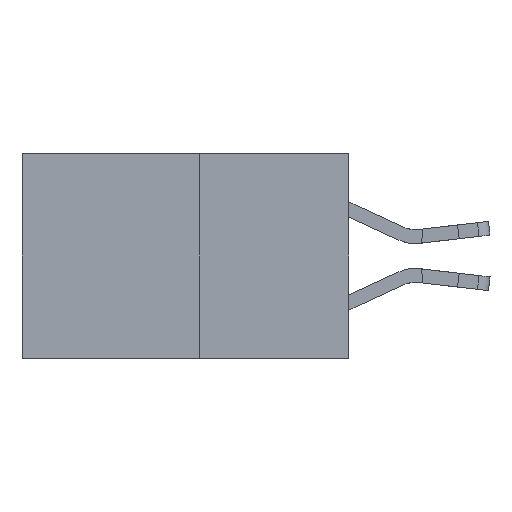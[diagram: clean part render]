
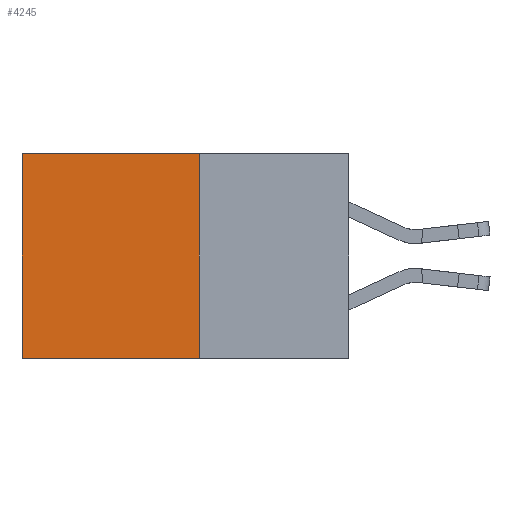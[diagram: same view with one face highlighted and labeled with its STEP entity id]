
A CAD part, left-side view. The second image highlights one B-rep face of the part: STEP entity #4245.
In plain terms, the highlighted planar face has unit normal (-1, 0, 0).
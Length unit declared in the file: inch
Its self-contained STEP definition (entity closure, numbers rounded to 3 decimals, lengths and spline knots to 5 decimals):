
#418 = CARTESIAN_POINT ( 'NONE',  ( 0.277, 0.27, 0. ) ) ;
#491 = CARTESIAN_POINT ( 'NONE',  ( 0.277, 0.59, -0.37 ) ) ;
#588 = EDGE_LOOP ( 'NONE', ( #2851, #16167, #14787, #8941 ) ) ;
#607 = FACE_OUTER_BOUND ( 'NONE', #588, .T. ) ;
#1446 = LINE ( 'NONE', #10855, #5319 ) ;
#1550 = VERTEX_POINT ( 'NONE', #14493 ) ;
#1949 = DIRECTION ( 'NONE',  ( 0., 1., 0. ) ) ;
#2851 = ORIENTED_EDGE ( 'NONE', *, *, #15742, .T. ) ;
#3331 = CARTESIAN_POINT ( 'NONE',  ( 0.277, 0.59, 0. ) ) ;
#3995 = VECTOR ( 'NONE', #17247, 39.37008 ) ;
#4245 = ADVANCED_FACE ( 'NONE', ( #607 ), #13147, .F. ) ;
#4893 = VERTEX_POINT ( 'NONE', #3331 ) ;
#5319 = VECTOR ( 'NONE', #10817, 39.37008 ) ;
#5521 = EDGE_CURVE ( 'NONE', #11338, #4893, #1446, .T. ) ;
#6347 = EDGE_CURVE ( 'NONE', #11338, #12950, #6560, .T. ) ;
#6560 = LINE ( 'NONE', #17561, #16673 ) ;
#8941 = ORIENTED_EDGE ( 'NONE', *, *, #5521, .T. ) ;
#10817 = DIRECTION ( 'NONE',  ( 0., 1., 0. ) ) ;
#10855 = CARTESIAN_POINT ( 'NONE',  ( 0.277, 0.27, 0. ) ) ;
#11338 = VERTEX_POINT ( 'NONE', #418 ) ;
#11509 = LINE ( 'NONE', #17191, #15003 ) ;
#11948 = LINE ( 'NONE', #491, #3995 ) ;
#12415 = DIRECTION ( 'NONE',  ( 0., 0., -1. ) ) ;
#12950 = VERTEX_POINT ( 'NONE', #15682 ) ;
#13107 = DIRECTION ( 'NONE',  ( 1., 0., 0. ) ) ;
#13147 = PLANE ( 'NONE',  #17491 ) ;
#14493 = CARTESIAN_POINT ( 'NONE',  ( 0.277, 0.59, -0.37 ) ) ;
#14787 = ORIENTED_EDGE ( 'NONE', *, *, #6347, .F. ) ;
#14902 = CARTESIAN_POINT ( 'NONE',  ( 0.277, 0.27, -0.37 ) ) ;
#15003 = VECTOR ( 'NONE', #1949, 39.37008 ) ;
#15682 = CARTESIAN_POINT ( 'NONE',  ( 0.277, 0.27, -0.37 ) ) ;
#15725 = EDGE_CURVE ( 'NONE', #12950, #1550, #11509, .T. ) ;
#15742 = EDGE_CURVE ( 'NONE', #4893, #1550, #11948, .T. ) ;
#16167 = ORIENTED_EDGE ( 'NONE', *, *, #15725, .F. ) ;
#16673 = VECTOR ( 'NONE', #17436, 39.37008 ) ;
#17191 = CARTESIAN_POINT ( 'NONE',  ( 0.277, 0.27, -0.37 ) ) ;
#17247 = DIRECTION ( 'NONE',  ( 0., 0., -1. ) ) ;
#17436 = DIRECTION ( 'NONE',  ( 0., 0., -1. ) ) ;
#17491 = AXIS2_PLACEMENT_3D ( 'NONE', #14902, #13107, #12415 ) ;
#17561 = CARTESIAN_POINT ( 'NONE',  ( 0.277, 0.27, -0.37 ) ) ;
